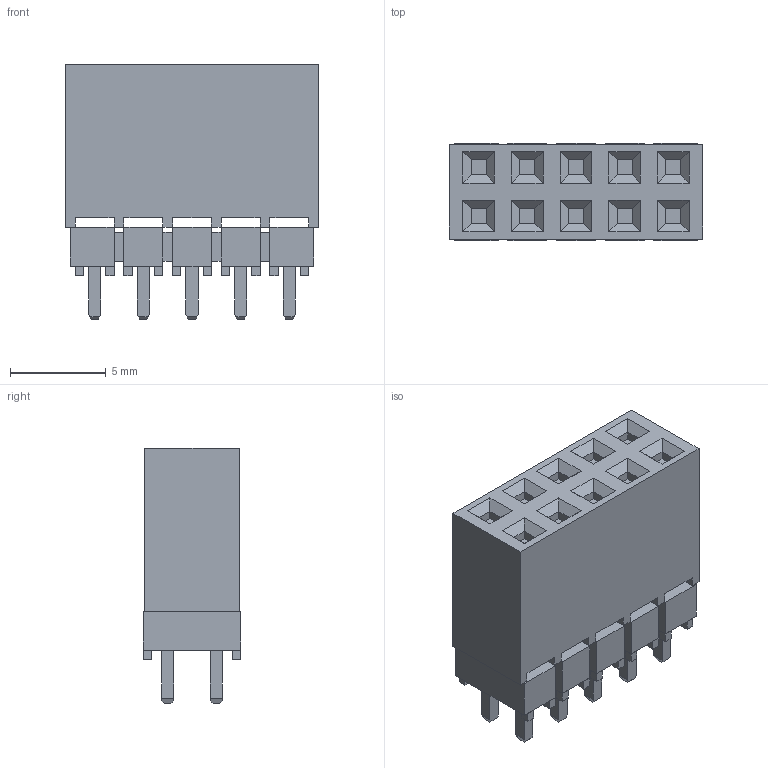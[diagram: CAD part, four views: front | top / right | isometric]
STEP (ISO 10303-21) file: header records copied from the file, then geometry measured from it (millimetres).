
FILE_DESCRIPTION((''),'2;1');
FILE_NAME('SAMTEC_ESQ105-12-L-D.stp','2012-01-23T15:15:30',(''),(''),'Mechanical Desktop 2011','Mechanical Desktop 2011',', , ');
FILE_SCHEMA(('AUTOMOTIVE_DESIGN { 1 2 10303 214 1 1 1 1 }'));
Length unit declared in the file: millimetre
Products named in the file (1): Product
Bounding box: 13.21 x 5.08 x 13.34 mm (x, y, z)
Volume: 655 mm3; surface area: 1438.9 mm2
Topology: 45 solids, 45 shells, 422 faces, 964 edges, 624 vertices
Faces by surface type: plane 276, bspline 146
Entity records: 11611 total; most frequent: CARTESIAN_POINT 2449, ORIENTED_EDGE 1928, DIRECTION 1518, VECTOR 964, LINE 964, EDGE_CURVE 964, VERTEX_POINT 624, EDGE_LOOP 442
